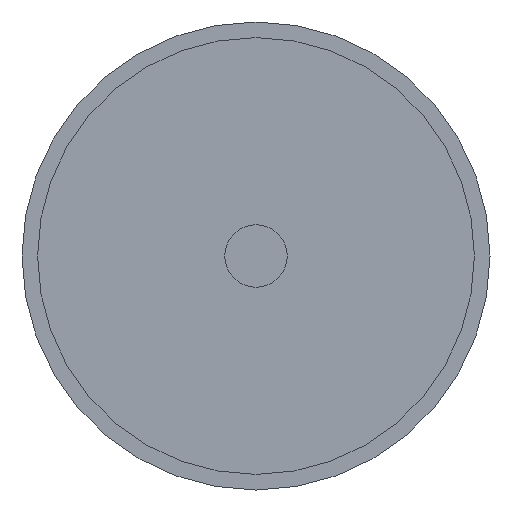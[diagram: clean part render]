
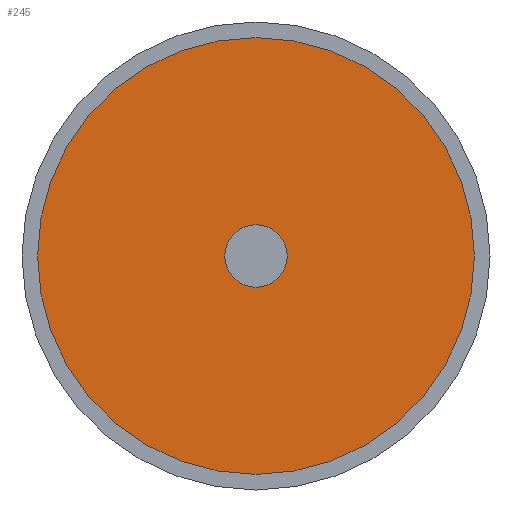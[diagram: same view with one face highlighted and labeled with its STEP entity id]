
A CAD part, front view. The second image highlights one B-rep face of the part: STEP entity #245.
In plain terms, the highlighted planar face has unit normal (0, -1, 0).
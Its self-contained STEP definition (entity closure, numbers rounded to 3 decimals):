
#11=CARTESIAN_POINT('',(0.,-21.5,0.));
#12=DIRECTION('',(0.,-1.,0.));
#13=DIRECTION('',(0.,0.,1.));
#14=AXIS2_PLACEMENT_3D('',#11,#12,#13);
#20=CARTESIAN_POINT('',(0.,-21.5,0.));
#21=DIRECTION('',(0.,-1.,0.));
#22=DIRECTION('',(0.,0.,-1.));
#23=AXIS2_PLACEMENT_3D('',#20,#21,#22);
#28=CARTESIAN_POINT('',(0.,-21.5,0.));
#29=DIRECTION('',(0.,-1.,0.));
#30=DIRECTION('',(0.,0.,-1.));
#31=AXIS2_PLACEMENT_3D('',#28,#29,#30);
#36=CARTESIAN_POINT('',(0.,-21.5,0.));
#37=DIRECTION('',(0.,-1.,0.));
#38=DIRECTION('',(0.,0.,1.));
#39=AXIS2_PLACEMENT_3D('',#36,#37,#38);
#200=CARTESIAN_POINT('',(0.,-21.5,2.));
#201=CARTESIAN_POINT('',(0.,-21.5,-2.));
#202=VERTEX_POINT('',#200);
#203=VERTEX_POINT('',#201);
#220=CARTESIAN_POINT('',(0.,-21.5,-14.));
#221=CARTESIAN_POINT('',(0.,-21.5,14.));
#222=VERTEX_POINT('',#220);
#223=VERTEX_POINT('',#221);
#228=CARTESIAN_POINT('',(0.,-21.5,0.));
#229=DIRECTION('',(0.,-1.,0.));
#230=DIRECTION('',(-1.,0.,0.));
#231=AXIS2_PLACEMENT_3D('',#228,#229,#230);
#232=PLANE('',#231);
#234=ORIENTED_EDGE('',*,*,#233,.F.);
#236=ORIENTED_EDGE('',*,*,#235,.F.);
#237=EDGE_LOOP('',(#234,#236));
#238=FACE_OUTER_BOUND('',#237,.F.);
#240=ORIENTED_EDGE('',*,*,#239,.T.);
#242=ORIENTED_EDGE('',*,*,#241,.T.);
#243=EDGE_LOOP('',(#240,#242));
#244=FACE_BOUND('',#243,.F.);
#245=ADVANCED_FACE('',(#238,#244),#232,.T.);
#15=CIRCLE('',#14,2.);
#24=CIRCLE('',#23,2.);
#32=CIRCLE('',#31,14.);
#40=CIRCLE('',#39,14.);
#233=EDGE_CURVE('',#222,#223,#32,.T.);
#235=EDGE_CURVE('',#223,#222,#40,.T.);
#239=EDGE_CURVE('',#202,#203,#15,.T.);
#241=EDGE_CURVE('',#203,#202,#24,.T.);
